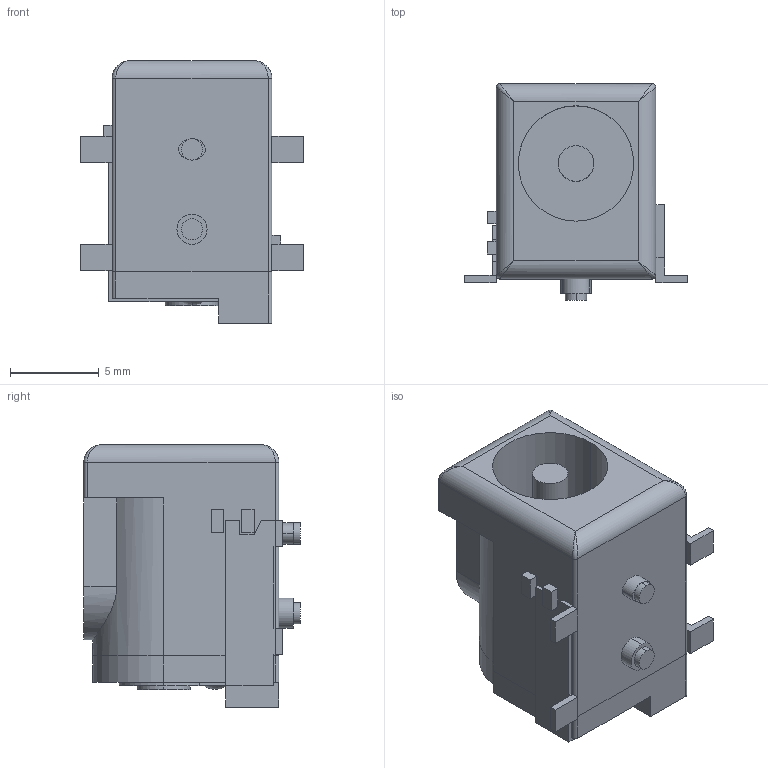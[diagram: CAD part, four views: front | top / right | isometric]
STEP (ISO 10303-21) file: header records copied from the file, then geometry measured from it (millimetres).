
FILE_DESCRIPTION (( 'STEP AP214' ), '1' );
FILE_NAME ('CUI-PJ-002A-SMT.step', '2009-09-03T15:57:36', ( 'sysAdmin' ), ( 'SolidWorks' ), 'SwSTEP 2.0', 'SolidWorks 2009', '' );
FILE_SCHEMA (( 'AUTOMOTIVE_DESIGN' ));
Length unit declared in the file: millimetre
Products named in the file (1): CUI-PJ-002A-SMT
Bounding box: 12.6 x 12.2 x 14.8 mm (x, y, z)
Volume: 1226.6 mm3; surface area: 1321.5 mm2
Topology: 7 solids, 7 shells, 131 faces, 312 edges, 199 vertices
Faces by surface type: plane 91, cylinder 32, bspline 6, sphere 2
Entity records: 4619 total; most frequent: CARTESIAN_POINT 820, ORIENTED_EDGE 616, DIRECTION 605, EDGE_CURVE 308, VECTOR 233, LINE 233, VERTEX_POINT 199, AXIS2_PLACEMENT_3D 186
